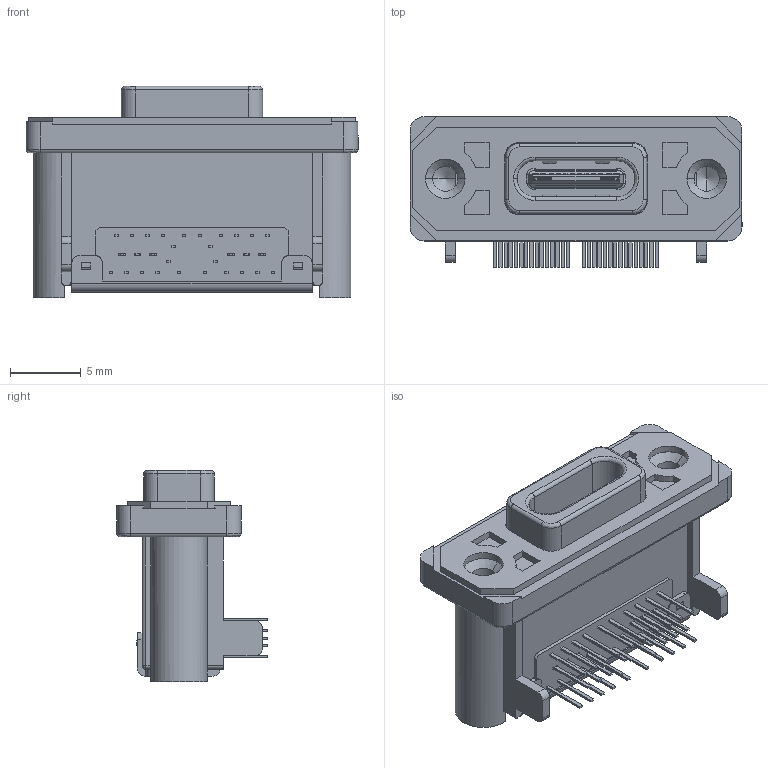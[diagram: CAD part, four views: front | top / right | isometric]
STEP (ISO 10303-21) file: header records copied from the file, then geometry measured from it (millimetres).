
FILE_DESCRIPTION (( 'STEP AP214' ), '1' );
FILE_NAME ('MUSBRM1C1M0.STEP', '2022-11-25T04:43:37', ( '' ), ( '' ), 'SwSTEP 2.0', 'SolidWorks 2022', '' );
FILE_SCHEMA (( 'AUTOMOTIVE_DESIGN' ));
Length unit declared in the file: millimetre
Products named in the file (1): MUSBRM1C1M0
Bounding box: 23.5 x 10.65 x 14.95 mm (x, y, z)
Volume: 1578 mm3; surface area: 1609.4 mm2
Topology: 1 solids, 1 shells, 743 faces, 1975 edges, 1279 vertices
Faces by surface type: plane 541, cylinder 157, bspline 37, cone 8
Entity records: 24009 total; most frequent: CARTESIAN_POINT 5931, ORIENTED_EDGE 3938, DIRECTION 3209, EDGE_CURVE 1969, LINE 1379, VECTOR 1379, VERTEX_POINT 1279, AXIS2_PLACEMENT_3D 915
